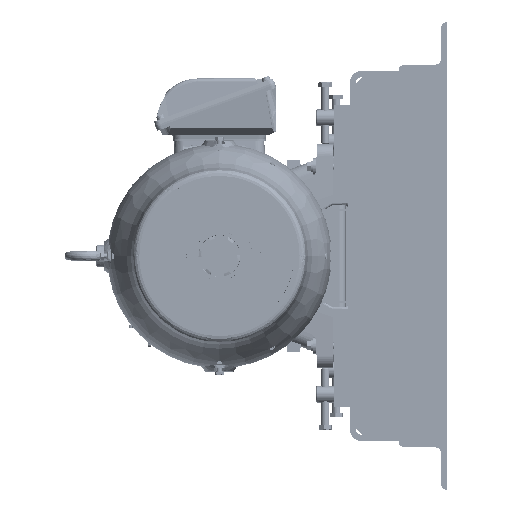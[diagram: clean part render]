
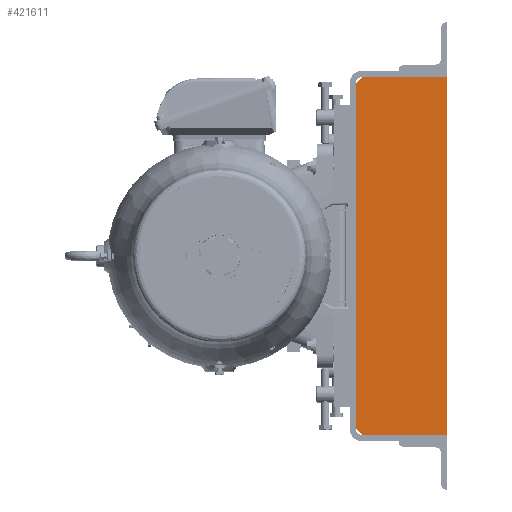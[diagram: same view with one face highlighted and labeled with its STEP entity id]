
A CAD part, left-side view. The second image highlights one B-rep face of the part: STEP entity #421611.
In plain terms, the highlighted planar face has unit normal (-1, 0, 0).
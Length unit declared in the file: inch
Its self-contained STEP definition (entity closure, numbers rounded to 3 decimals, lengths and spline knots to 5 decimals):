
#12099 = DIRECTION ( 'NONE',  ( 0., 1., 0. ) ) ;
#16639 = VECTOR ( 'NONE', #317792, 39.37008 ) ;
#38205 = CARTESIAN_POINT ( 'NONE',  ( 0., 0., -0.38 ) ) ;
#39673 = LINE ( 'NONE', #75913, #212658 ) ;
#60323 = LINE ( 'NONE', #101509, #233362 ) ;
#64009 = DIRECTION ( 'NONE',  ( 0., -1., 0. ) ) ;
#70252 = EDGE_CURVE ( 'NONE', #403161, #113690, #405333, .T. ) ;
#75913 = CARTESIAN_POINT ( 'NONE',  ( 0., 5.24, -0.38 ) ) ;
#83947 = CARTESIAN_POINT ( 'NONE',  ( 0., 0., -22.37 ) ) ;
#84444 = ORIENTED_EDGE ( 'NONE', *, *, #185063, .T. ) ;
#94005 = FACE_OUTER_BOUND ( 'NONE', #207744, .T. ) ;
#101509 = CARTESIAN_POINT ( 'NONE',  ( 0., 5.24, -22.37 ) ) ;
#103794 = VERTEX_POINT ( 'NONE', #185180 ) ;
#106000 = ORIENTED_EDGE ( 'NONE', *, *, #367172, .T. ) ;
#106303 = VERTEX_POINT ( 'NONE', #38205 ) ;
#107691 = CARTESIAN_POINT ( 'NONE',  ( 0., 0., -22.37 ) ) ;
#112343 = AXIS2_PLACEMENT_3D ( 'NONE', #83947, #311769, #116611 ) ;
#113690 = VERTEX_POINT ( 'NONE', #107691 ) ;
#113800 = CARTESIAN_POINT ( 'NONE',  ( 0., 5.62, -21.99 ) ) ;
#116611 = DIRECTION ( 'NONE',  ( 0., 0., -1. ) ) ;
#147973 = PLANE ( 'NONE',  #112343 ) ;
#149364 = VECTOR ( 'NONE', #276071, 39.37008 ) ;
#155685 = VECTOR ( 'NONE', #64009, 39.37008 ) ;
#157496 = CARTESIAN_POINT ( 'NONE',  ( 0., 5.62, -21.99 ) ) ;
#185063 = EDGE_CURVE ( 'NONE', #113690, #106303, #323467, .T. ) ;
#185180 = CARTESIAN_POINT ( 'NONE',  ( 0., 5.24, -0.38 ) ) ;
#189846 = CARTESIAN_POINT ( 'NONE',  ( 0., 5.62, -0.76 ) ) ;
#206970 = DIRECTION ( 'NONE',  ( 0., 0., 1. ) ) ;
#207744 = EDGE_LOOP ( 'NONE', ( #84444, #330101, #287854, #106000, #307307, #356674 ) ) ;
#212658 = VECTOR ( 'NONE', #12099, 39.37008 ) ;
#226587 = VECTOR ( 'NONE', #206970, 39.37008 ) ;
#233362 = VECTOR ( 'NONE', #327914, 39.37008 ) ;
#276071 = DIRECTION ( 'NONE',  ( 0., 0., -1. ) ) ;
#276087 = LINE ( 'NONE', #284850, #16639 ) ;
#284850 = CARTESIAN_POINT ( 'NONE',  ( 0., 5.62, -0.76 ) ) ;
#287854 = ORIENTED_EDGE ( 'NONE', *, *, #349102, .T. ) ;
#303754 = CARTESIAN_POINT ( 'NONE',  ( 0., 0., -0.38 ) ) ;
#307307 = ORIENTED_EDGE ( 'NONE', *, *, #336100, .T. ) ;
#307336 = EDGE_CURVE ( 'NONE', #106303, #103794, #39673, .T. ) ;
#311769 = DIRECTION ( 'NONE',  ( 1., 0., 0. ) ) ;
#317792 = DIRECTION ( 'NONE',  ( 0., 0.707, -0.707 ) ) ;
#323467 = LINE ( 'NONE', #303754, #226587 ) ;
#327914 = DIRECTION ( 'NONE',  ( 0., -0.707, -0.707 ) ) ;
#330101 = ORIENTED_EDGE ( 'NONE', *, *, #307336, .T. ) ;
#336100 = EDGE_CURVE ( 'NONE', #404921, #403161, #60323, .T. ) ;
#349102 = EDGE_CURVE ( 'NONE', #103794, #363270, #276087, .T. ) ;
#356674 = ORIENTED_EDGE ( 'NONE', *, *, #70252, .T. ) ;
#358542 = CARTESIAN_POINT ( 'NONE',  ( 0., 0., -22.37 ) ) ;
#363270 = VERTEX_POINT ( 'NONE', #189846 ) ;
#367172 = EDGE_CURVE ( 'NONE', #363270, #404921, #399036, .T. ) ;
#392775 = CARTESIAN_POINT ( 'NONE',  ( 0., 5.24, -22.37 ) ) ;
#399036 = LINE ( 'NONE', #113800, #149364 ) ;
#403161 = VERTEX_POINT ( 'NONE', #392775 ) ;
#404921 = VERTEX_POINT ( 'NONE', #157496 ) ;
#405333 = LINE ( 'NONE', #358542, #155685 ) ;
#421611 = ADVANCED_FACE ( 'NONE', ( #94005 ), #147973, .F. ) ;
